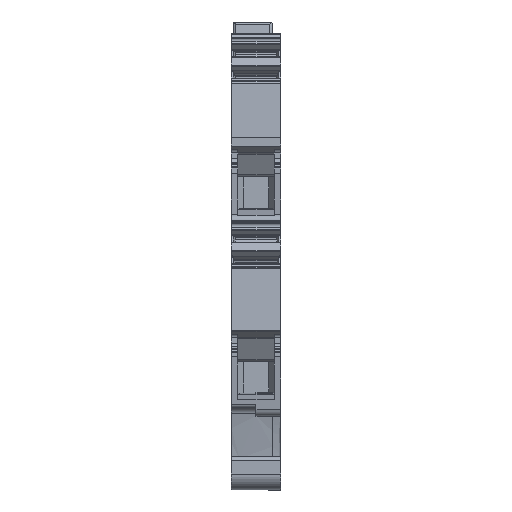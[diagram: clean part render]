
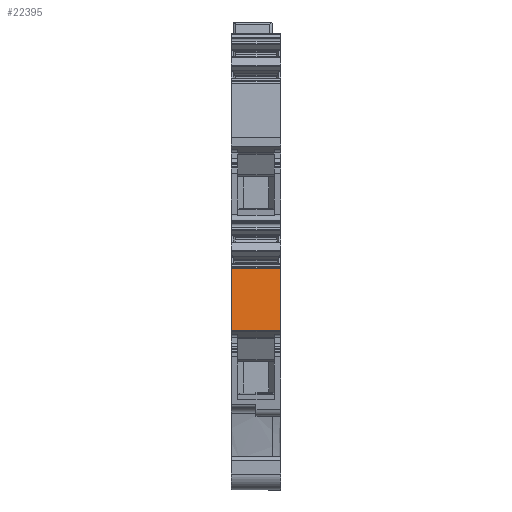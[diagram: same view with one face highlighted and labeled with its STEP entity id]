
A CAD part, front view. The second image highlights one B-rep face of the part: STEP entity #22395.
In plain terms, the highlighted planar face has unit normal (0, -0.996, 0.087).
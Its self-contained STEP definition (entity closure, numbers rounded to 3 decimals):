
#22368=AXIS2_PLACEMENT_3D('Plane Axis2P3D',#22365,#22366,#22367) ;
#22342=CARTESIAN_POINT('Vertex',(0.,0.22,19.92)) ;
#22349=CARTESIAN_POINT('Vertex',(6.15,0.22,19.92)) ;
#22352=CARTESIAN_POINT('Line Origine',(3.075,0.22,19.92)) ;
#22365=CARTESIAN_POINT('Axis2P3D Location',(0.,0.,17.401)) ;
#22370=CARTESIAN_POINT('Line Origine',(3.075,0.9,27.688)) ;
#22374=CARTESIAN_POINT('Vertex',(6.15,0.9,27.688)) ;
#22376=CARTESIAN_POINT('Vertex',(0.,0.9,27.688)) ;
#22379=CARTESIAN_POINT('Line Origine',(0.,0.56,23.804)) ;
#22384=CARTESIAN_POINT('Line Origine',(6.15,0.56,23.804)) ;
#22353=DIRECTION('Vector Direction',(-1.,0.,0.)) ;
#22366=DIRECTION('Axis2P3D Direction',(0.,0.996,-0.087)) ;
#22367=DIRECTION('Axis2P3D XDirection',(0.,0.087,0.996)) ;
#22371=DIRECTION('Vector Direction',(-1.,0.,0.)) ;
#22380=DIRECTION('Vector Direction',(0.,0.087,0.996)) ;
#22385=DIRECTION('Vector Direction',(0.,0.087,0.996)) ;
#22354=VECTOR('Line Direction',#22353,1.) ;
#22372=VECTOR('Line Direction',#22371,1.) ;
#22381=VECTOR('Line Direction',#22380,1.) ;
#22386=VECTOR('Line Direction',#22385,1.) ;
#22390=ORIENTED_EDGE('',*,*,#22378,.T.) ;
#22391=ORIENTED_EDGE('',*,*,#22383,.F.) ;
#22392=ORIENTED_EDGE('',*,*,#22356,.F.) ;
#22393=ORIENTED_EDGE('',*,*,#22388,.T.) ;
#22395=ADVANCED_FACE('MLD',(#22394),#22369,.F.) ;
#22356=EDGE_CURVE('',#22350,#22343,#22355,.T.) ;
#22378=EDGE_CURVE('',#22375,#22377,#22373,.T.) ;
#22383=EDGE_CURVE('',#22343,#22377,#22382,.T.) ;
#22388=EDGE_CURVE('',#22350,#22375,#22387,.T.) ;
#22389=EDGE_LOOP('',(#22390,#22391,#22392,#22393)) ;
#22394=FACE_OUTER_BOUND('',#22389,.T.) ;
#22355=LINE('Line',#22352,#22354) ;
#22373=LINE('Line',#22370,#22372) ;
#22382=LINE('Line',#22379,#22381) ;
#22387=LINE('Line',#22384,#22386) ;
#22369=PLANE('',#22368) ;
#22343=VERTEX_POINT('',#22342) ;
#22350=VERTEX_POINT('',#22349) ;
#22375=VERTEX_POINT('',#22374) ;
#22377=VERTEX_POINT('',#22376) ;
